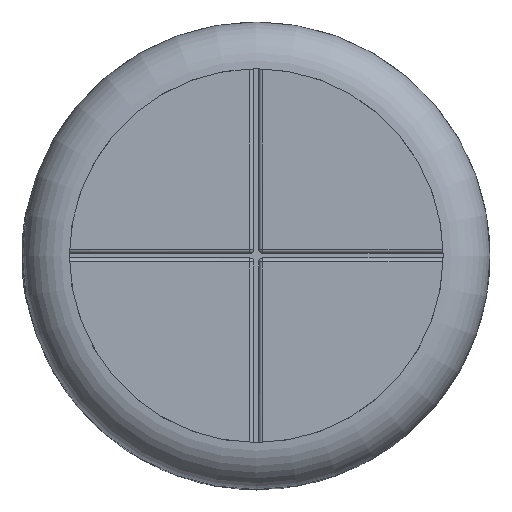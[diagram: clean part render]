
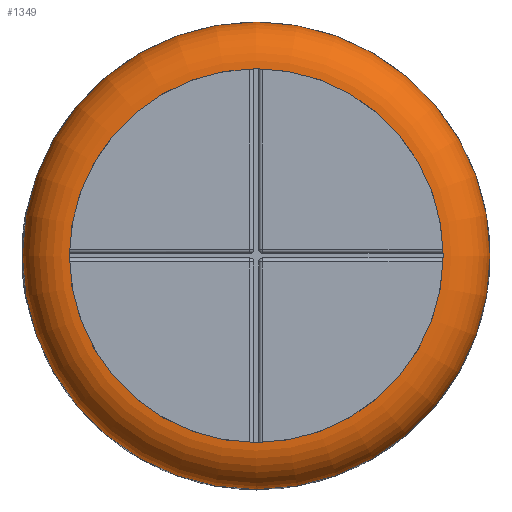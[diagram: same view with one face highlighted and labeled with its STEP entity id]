
A CAD part, top view. The second image highlights one B-rep face of the part: STEP entity #1349.
In plain terms, the highlighted toroidal (fillet/blend) face has major radius 2.52 mm and minor radius 0.63 mm.
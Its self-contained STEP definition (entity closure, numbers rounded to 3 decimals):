
#25=TOROIDAL_SURFACE('',#1506,2.52,0.63);
#407=FACE_OUTER_BOUND('',#484,.T.);
#484=EDGE_LOOP('',(#1267,#1268,#1269,#1270));
#512=CIRCLE('',#1421,2.52);
#551=CIRCLE('',#1499,3.15);
#555=CIRCLE('',#1507,0.63);
#601=VERTEX_POINT('',#2101);
#680=VERTEX_POINT('',#2678);
#755=EDGE_CURVE('',#601,#601,#512,.T.);
#870=EDGE_CURVE('',#680,#680,#551,.T.);
#878=EDGE_CURVE('',#601,#680,#555,.T.);
#1267=ORIENTED_EDGE('',*,*,#755,.T.);
#1268=ORIENTED_EDGE('',*,*,#878,.T.);
#1269=ORIENTED_EDGE('',*,*,#870,.T.);
#1270=ORIENTED_EDGE('',*,*,#878,.F.);
#1349=ADVANCED_FACE('',(#407),#25,.T.);
#1421=AXIS2_PLACEMENT_3D('',#2102,#1662,#1663);
#1499=AXIS2_PLACEMENT_3D('',#2679,#1854,#1855);
#1506=AXIS2_PLACEMENT_3D('',#2691,#1872,#1873);
#1507=AXIS2_PLACEMENT_3D('',#2692,#1874,#1875);
#1662=DIRECTION('center_axis',(0.,0.,-1.));
#1663=DIRECTION('ref_axis',(1.,0.,0.));
#1854=DIRECTION('center_axis',(0.,0.,1.));
#1855=DIRECTION('ref_axis',(1.,0.,0.));
#1872=DIRECTION('center_axis',(0.,0.,1.));
#1873=DIRECTION('ref_axis',(1.,0.,0.));
#1874=DIRECTION('center_axis',(0.,-1.,0.));
#1875=DIRECTION('ref_axis',(-1.,0.,0.));
#2101=CARTESIAN_POINT('',(-2.52,0.,6.));
#2102=CARTESIAN_POINT('Origin',(0.,0.,6.));
#2678=CARTESIAN_POINT('',(-3.15,0.,5.37));
#2679=CARTESIAN_POINT('Origin',(0.,0.,5.37));
#2691=CARTESIAN_POINT('Origin',(0.,0.,5.37));
#2692=CARTESIAN_POINT('Origin',(-2.52,0.,5.37));
